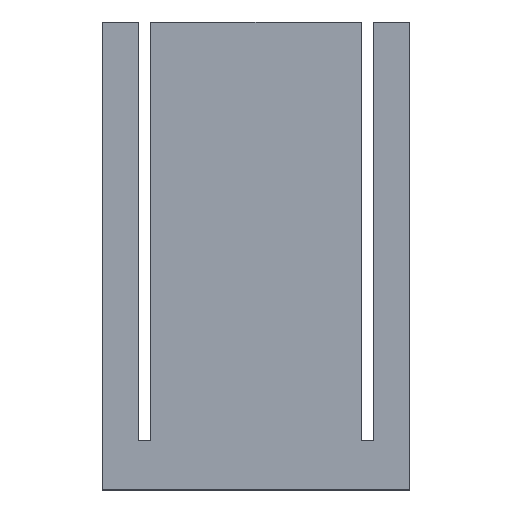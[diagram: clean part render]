
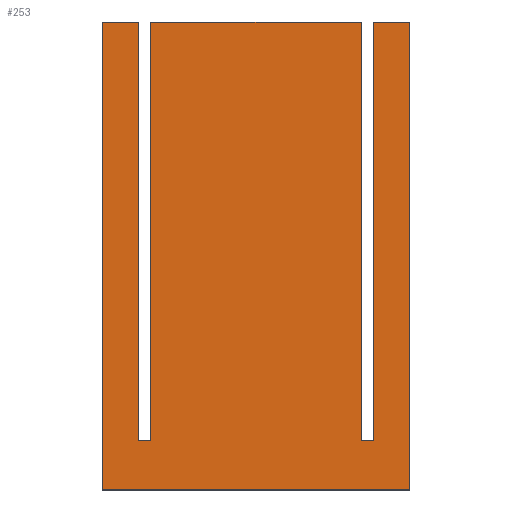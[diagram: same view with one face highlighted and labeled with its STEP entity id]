
A CAD part, front view. The second image highlights one B-rep face of the part: STEP entity #253.
In plain terms, the highlighted planar face has unit normal (0, -1, 0).
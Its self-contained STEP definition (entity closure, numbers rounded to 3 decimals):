
#9 = CARTESIAN_POINT ( 'NONE',  ( 25., -19., 2. ) ) ;
#20 = DIRECTION ( 'NONE',  ( 0., 0., 1. ) ) ;
#21 = LINE ( 'NONE', #91, #558 ) ;
#28 = EDGE_LOOP ( 'NONE', ( #328, #104, #150, #72, #102, #721, #151, #553, #408, #100, #541, #706 ) ) ;
#32 = LINE ( 'NONE', #207, #56 ) ;
#37 = EDGE_CURVE ( 'NONE', #667, #597, #32, .T. ) ;
#42 = DIRECTION ( 'NONE',  ( 0., 0., -1. ) ) ;
#48 = DIRECTION ( 'NONE',  ( 0., 1., 0. ) ) ;
#56 = VECTOR ( 'NONE', #20, 1000. ) ;
#68 = VECTOR ( 'NONE', #496, 1000. ) ;
#71 = CARTESIAN_POINT ( 'NONE',  ( 21.03, -19., -32. ) ) ;
#72 = ORIENTED_EDGE ( 'NONE', *, *, #338, .T. ) ;
#74 = CARTESIAN_POINT ( 'NONE',  ( 25., -19., 2. ) ) ;
#83 = DIRECTION ( 'NONE',  ( -1., 0., 0. ) ) ;
#84 = VERTEX_POINT ( 'NONE', #334 ) ;
#91 = CARTESIAN_POINT ( 'NONE',  ( 25., -19., 0. ) ) ;
#100 = ORIENTED_EDGE ( 'NONE', *, *, #371, .T. ) ;
#102 = ORIENTED_EDGE ( 'NONE', *, *, #568, .F. ) ;
#104 = ORIENTED_EDGE ( 'NONE', *, *, #37, .T. ) ;
#105 = FACE_OUTER_BOUND ( 'NONE', #28, .T. ) ;
#106 = CARTESIAN_POINT ( 'NONE',  ( 2.97, -19., -32. ) ) ;
#108 = AXIS2_PLACEMENT_3D ( 'NONE', #600, #48, #677 ) ;
#125 = LINE ( 'NONE', #815, #505 ) ;
#127 = LINE ( 'NONE', #443, #68 ) ;
#150 = ORIENTED_EDGE ( 'NONE', *, *, #211, .T. ) ;
#151 = ORIENTED_EDGE ( 'NONE', *, *, #799, .T. ) ;
#184 = VECTOR ( 'NONE', #452, 1000. ) ;
#204 = LINE ( 'NONE', #640, #184 ) ;
#207 = CARTESIAN_POINT ( 'NONE',  ( 2.97, -19., -32. ) ) ;
#208 = CARTESIAN_POINT ( 'NONE',  ( 25., -19., -36. ) ) ;
#211 = EDGE_CURVE ( 'NONE', #597, #257, #344, .T. ) ;
#227 = EDGE_CURVE ( 'NONE', #667, #276, #228, .T. ) ;
#228 = LINE ( 'NONE', #106, #559 ) ;
#253 = ADVANCED_FACE ( 'NONE', ( #105 ), #608, .F. ) ;
#257 = VERTEX_POINT ( 'NONE', #360 ) ;
#264 = VERTEX_POINT ( 'NONE', #806 ) ;
#274 = VECTOR ( 'NONE', #413, 1000. ) ;
#276 = VERTEX_POINT ( 'NONE', #348 ) ;
#288 = CARTESIAN_POINT ( 'NONE',  ( 22.03, -19., -32. ) ) ;
#302 = LINE ( 'NONE', #288, #274 ) ;
#303 = CARTESIAN_POINT ( 'NONE',  ( 2.97, -19., 2. ) ) ;
#321 = CARTESIAN_POINT ( 'NONE',  ( 21.03, -19., 2. ) ) ;
#323 = VERTEX_POINT ( 'NONE', #475 ) ;
#327 = VERTEX_POINT ( 'NONE', #366 ) ;
#328 = ORIENTED_EDGE ( 'NONE', *, *, #227, .F. ) ;
#334 = CARTESIAN_POINT ( 'NONE',  ( 22.03, -19., -32. ) ) ;
#336 = EDGE_CURVE ( 'NONE', #592, #84, #302, .T. ) ;
#338 = EDGE_CURVE ( 'NONE', #257, #664, #670, .T. ) ;
#344 = LINE ( 'NONE', #596, #379 ) ;
#348 = CARTESIAN_POINT ( 'NONE',  ( 3.97, -19., -32. ) ) ;
#360 = CARTESIAN_POINT ( 'NONE',  ( 0., -19., 2. ) ) ;
#366 = CARTESIAN_POINT ( 'NONE',  ( 25., -19., -36. ) ) ;
#371 = EDGE_CURVE ( 'NONE', #592, #758, #127, .T. ) ;
#379 = VECTOR ( 'NONE', #604, 1000. ) ;
#381 = LINE ( 'NONE', #623, #639 ) ;
#385 = VERTEX_POINT ( 'NONE', #74 ) ;
#388 = LINE ( 'NONE', #208, #644 ) ;
#408 = ORIENTED_EDGE ( 'NONE', *, *, #336, .F. ) ;
#413 = DIRECTION ( 'NONE',  ( 1., 0., 0. ) ) ;
#443 = CARTESIAN_POINT ( 'NONE',  ( 21.03, -19., -32. ) ) ;
#452 = DIRECTION ( 'NONE',  ( 0., 0., 1. ) ) ;
#455 = LINE ( 'NONE', #9, #741 ) ;
#475 = CARTESIAN_POINT ( 'NONE',  ( 22.03, -19., 2. ) ) ;
#477 = DIRECTION ( 'NONE',  ( 1., 0., 0. ) ) ;
#496 = DIRECTION ( 'NONE',  ( 0., 0., 1. ) ) ;
#505 = VECTOR ( 'NONE', #678, 1000. ) ;
#518 = EDGE_CURVE ( 'NONE', #385, #327, #21, .T. ) ;
#527 = VECTOR ( 'NONE', #42, 1000. ) ;
#541 = ORIENTED_EDGE ( 'NONE', *, *, #802, .T. ) ;
#553 = ORIENTED_EDGE ( 'NONE', *, *, #554, .F. ) ;
#554 = EDGE_CURVE ( 'NONE', #84, #323, #204, .T. ) ;
#558 = VECTOR ( 'NONE', #761, 1000. ) ;
#559 = VECTOR ( 'NONE', #477, 1000. ) ;
#568 = EDGE_CURVE ( 'NONE', #327, #664, #388, .T. ) ;
#592 = VERTEX_POINT ( 'NONE', #71 ) ;
#596 = CARTESIAN_POINT ( 'NONE',  ( 25., -19., 2. ) ) ;
#597 = VERTEX_POINT ( 'NONE', #303 ) ;
#600 = CARTESIAN_POINT ( 'NONE',  ( 25., -19., 0. ) ) ;
#604 = DIRECTION ( 'NONE',  ( -1., 0., 0. ) ) ;
#608 = PLANE ( 'NONE',  #108 ) ;
#623 = CARTESIAN_POINT ( 'NONE',  ( 25., -19., 2. ) ) ;
#632 = DIRECTION ( 'NONE',  ( -1., 0., 0. ) ) ;
#639 = VECTOR ( 'NONE', #699, 1000. ) ;
#640 = CARTESIAN_POINT ( 'NONE',  ( 22.03, -19., -32. ) ) ;
#644 = VECTOR ( 'NONE', #83, 1000. ) ;
#649 = EDGE_CURVE ( 'NONE', #276, #264, #125, .T. ) ;
#664 = VERTEX_POINT ( 'NONE', #752 ) ;
#667 = VERTEX_POINT ( 'NONE', #807 ) ;
#668 = CARTESIAN_POINT ( 'NONE',  ( 0., -19., 0. ) ) ;
#670 = LINE ( 'NONE', #668, #527 ) ;
#677 = DIRECTION ( 'NONE',  ( 0., 0., 1. ) ) ;
#678 = DIRECTION ( 'NONE',  ( 0., 0., 1. ) ) ;
#699 = DIRECTION ( 'NONE',  ( -1., 0., 0. ) ) ;
#706 = ORIENTED_EDGE ( 'NONE', *, *, #649, .F. ) ;
#721 = ORIENTED_EDGE ( 'NONE', *, *, #518, .F. ) ;
#741 = VECTOR ( 'NONE', #632, 1000. ) ;
#752 = CARTESIAN_POINT ( 'NONE',  ( 0., -19., -36. ) ) ;
#758 = VERTEX_POINT ( 'NONE', #321 ) ;
#761 = DIRECTION ( 'NONE',  ( 0., 0., -1. ) ) ;
#799 = EDGE_CURVE ( 'NONE', #385, #323, #381, .T. ) ;
#802 = EDGE_CURVE ( 'NONE', #758, #264, #455, .T. ) ;
#806 = CARTESIAN_POINT ( 'NONE',  ( 3.97, -19., 2. ) ) ;
#807 = CARTESIAN_POINT ( 'NONE',  ( 2.97, -19., -32. ) ) ;
#815 = CARTESIAN_POINT ( 'NONE',  ( 3.97, -19., -32. ) ) ;
